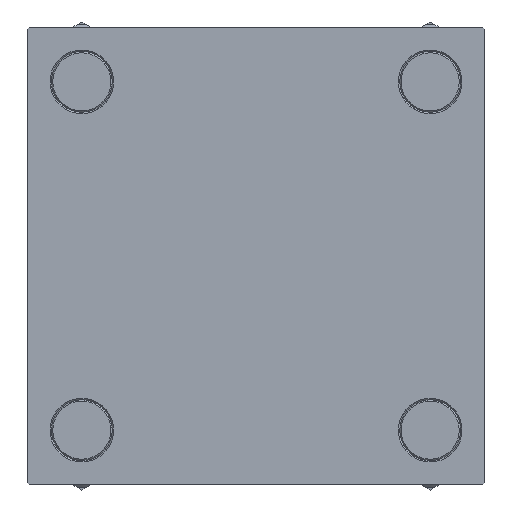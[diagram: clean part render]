
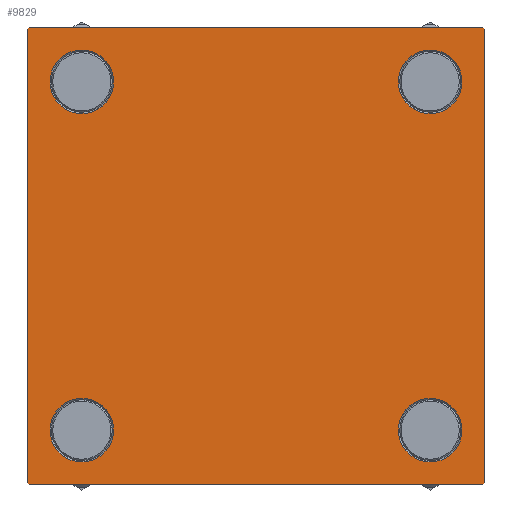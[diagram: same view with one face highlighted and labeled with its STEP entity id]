
A CAD part, left-side view. The second image highlights one B-rep face of the part: STEP entity #9829.
In plain terms, the highlighted planar face has unit normal (-1, 0, 0).
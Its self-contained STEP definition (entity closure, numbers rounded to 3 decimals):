
#557 = EDGE_CURVE ( 'NONE', #17041, #9644, #41693, .T. ) ;
#1028 = CARTESIAN_POINT ( 'NONE',  ( 0., -62.95, -74.45 ) ) ;
#1307 = EDGE_LOOP ( 'NONE', ( #8751, #25896 ) ) ;
#1664 = CARTESIAN_POINT ( 'NONE',  ( 0., 62.95, -62.95 ) ) ;
#1697 = CARTESIAN_POINT ( 'NONE',  ( 0., -62.95, -62.95 ) ) ;
#1711 = EDGE_CURVE ( 'NONE', #20922, #47356, #7979, .T. ) ;
#2003 = CARTESIAN_POINT ( 'NONE',  ( 0., 82., 82.5 ) ) ;
#2274 = VERTEX_POINT ( 'NONE', #24081 ) ;
#2332 = EDGE_CURVE ( 'NONE', #2274, #40598, #5197, .T. ) ;
#2692 = ORIENTED_EDGE ( 'NONE', *, *, #41333, .T. ) ;
#2854 = CIRCLE ( 'NONE', #11791, 11.5 ) ;
#2962 = CARTESIAN_POINT ( 'NONE',  ( 0., -62.95, -62.95 ) ) ;
#3016 = CARTESIAN_POINT ( 'NONE',  ( 0., 82.25, -82.25 ) ) ;
#3642 = DIRECTION ( 'NONE',  ( 1., 0., 0. ) ) ;
#3714 = ORIENTED_EDGE ( 'NONE', *, *, #557, .T. ) ;
#3726 = AXIS2_PLACEMENT_3D ( 'NONE', #1664, #36277, #12863 ) ;
#4032 = FACE_BOUND ( 'NONE', #1307, .T. ) ;
#5131 = AXIS2_PLACEMENT_3D ( 'NONE', #1697, #44427, #42804 ) ;
#5197 = CIRCLE ( 'NONE', #36079, 11.5 ) ;
#6762 = DIRECTION ( 'NONE',  ( 0., 0., -1. ) ) ;
#7754 = VERTEX_POINT ( 'NONE', #24374 ) ;
#7850 = FACE_BOUND ( 'NONE', #14515, .T. ) ;
#7979 = LINE ( 'NONE', #24961, #30361 ) ;
#8204 = EDGE_CURVE ( 'NONE', #40598, #2274, #22471, .T. ) ;
#8691 = AXIS2_PLACEMENT_3D ( 'NONE', #23380, #31768, #31261 ) ;
#8751 = ORIENTED_EDGE ( 'NONE', *, *, #37325, .T. ) ;
#8848 = FACE_OUTER_BOUND ( 'NONE', #24591, .T. ) ;
#9644 = VERTEX_POINT ( 'NONE', #1028 ) ;
#9829 = ADVANCED_FACE ( 'NONE', ( #42936, #43178, #7850, #4032, #8848 ), #27712, .T. ) ;
#10159 = CIRCLE ( 'NONE', #45871, 11.5 ) ;
#10647 = LINE ( 'NONE', #3016, #20973 ) ;
#10676 = CARTESIAN_POINT ( 'NONE',  ( 0., -82.25, -82.25 ) ) ;
#10820 = CARTESIAN_POINT ( 'NONE',  ( 0., -82.5, 82. ) ) ;
#11233 = CIRCLE ( 'NONE', #48583, 11.5 ) ;
#11357 = ORIENTED_EDGE ( 'NONE', *, *, #16345, .T. ) ;
#11791 = AXIS2_PLACEMENT_3D ( 'NONE', #39462, #11994, #23460 ) ;
#11994 = DIRECTION ( 'NONE',  ( 1., 0., 0. ) ) ;
#12055 = VERTEX_POINT ( 'NONE', #13180 ) ;
#12198 = CARTESIAN_POINT ( 'NONE',  ( 0., 82.5, 82. ) ) ;
#12456 = VERTEX_POINT ( 'NONE', #10820 ) ;
#12751 = ORIENTED_EDGE ( 'NONE', *, *, #32639, .T. ) ;
#12863 = DIRECTION ( 'NONE',  ( 0., 0., 1. ) ) ;
#13180 = CARTESIAN_POINT ( 'NONE',  ( 0., 82.5, -82. ) ) ;
#13298 = EDGE_CURVE ( 'NONE', #9644, #17041, #11233, .T. ) ;
#13553 = ORIENTED_EDGE ( 'NONE', *, *, #2332, .T. ) ;
#14419 = CARTESIAN_POINT ( 'NONE',  ( 0., 62.95, 62.95 ) ) ;
#14515 = EDGE_LOOP ( 'NONE', ( #34443, #12751 ) ) ;
#14990 = ORIENTED_EDGE ( 'NONE', *, *, #28690, .F. ) ;
#15129 = CARTESIAN_POINT ( 'NONE',  ( 0., 82.5, 82.5 ) ) ;
#15538 = CARTESIAN_POINT ( 'NONE',  ( 0., -82.5, -82. ) ) ;
#16345 = EDGE_CURVE ( 'NONE', #12055, #33127, #10647, .T. ) ;
#16821 = VECTOR ( 'NONE', #46104, 1000. ) ;
#16823 = EDGE_LOOP ( 'NONE', ( #13553, #33047 ) ) ;
#17041 = VERTEX_POINT ( 'NONE', #47304 ) ;
#18170 = LINE ( 'NONE', #48450, #44753 ) ;
#18352 = AXIS2_PLACEMENT_3D ( 'NONE', #14419, #26426, #22334 ) ;
#18670 = DIRECTION ( 'NONE',  ( 1., 0., 0. ) ) ;
#19163 = CIRCLE ( 'NONE', #18352, 11.5 ) ;
#19707 = CARTESIAN_POINT ( 'NONE',  ( 0., -82.5, 82.5 ) ) ;
#20281 = VERTEX_POINT ( 'NONE', #21970 ) ;
#20922 = VERTEX_POINT ( 'NONE', #2003 ) ;
#20973 = VECTOR ( 'NONE', #33557, 1000. ) ;
#21428 = CARTESIAN_POINT ( 'NONE',  ( 0., -82.25, 82.25 ) ) ;
#21970 = CARTESIAN_POINT ( 'NONE',  ( 0., 62.95, 51.45 ) ) ;
#22115 = EDGE_CURVE ( 'NONE', #20922, #30068, #18170, .T. ) ;
#22334 = DIRECTION ( 'NONE',  ( 0., 0., 1. ) ) ;
#22471 = CIRCLE ( 'NONE', #45164, 11.5 ) ;
#22556 = DIRECTION ( 'NONE',  ( 0., 0., 1. ) ) ;
#22605 = CARTESIAN_POINT ( 'NONE',  ( 0., -62.95, 51.45 ) ) ;
#23380 = CARTESIAN_POINT ( 'NONE',  ( 0., 0., 0. ) ) ;
#23460 = DIRECTION ( 'NONE',  ( 0., 0., 1. ) ) ;
#24081 = CARTESIAN_POINT ( 'NONE',  ( 0., -62.95, 74.45 ) ) ;
#24285 = ORIENTED_EDGE ( 'NONE', *, *, #29358, .T. ) ;
#24374 = CARTESIAN_POINT ( 'NONE',  ( 0., 62.95, -51.45 ) ) ;
#24591 = EDGE_LOOP ( 'NONE', ( #24285, #11357, #2692, #36424, #14990, #44029, #26301, #45426 ) ) ;
#24681 = VECTOR ( 'NONE', #6762, 1000. ) ;
#24961 = CARTESIAN_POINT ( 'NONE',  ( 0., 82.5, 82.5 ) ) ;
#25594 = DIRECTION ( 'NONE',  ( 0., 0., 1. ) ) ;
#25840 = CARTESIAN_POINT ( 'NONE',  ( 0., 62.95, -62.95 ) ) ;
#25896 = ORIENTED_EDGE ( 'NONE', *, *, #35130, .T. ) ;
#26301 = ORIENTED_EDGE ( 'NONE', *, *, #1711, .F. ) ;
#26328 = DIRECTION ( 'NONE',  ( 0., 0., 1. ) ) ;
#26426 = DIRECTION ( 'NONE',  ( 1., 0., 0. ) ) ;
#26774 = CARTESIAN_POINT ( 'NONE',  ( 0., 62.95, -74.45 ) ) ;
#26974 = DIRECTION ( 'NONE',  ( 0., -0.707, 0.707 ) ) ;
#27712 = PLANE ( 'NONE',  #8691 ) ;
#28333 = VECTOR ( 'NONE', #36185, 1000. ) ;
#28690 = EDGE_CURVE ( 'NONE', #12456, #38411, #47154, .T. ) ;
#29193 = LINE ( 'NONE', #15129, #24681 ) ;
#29358 = EDGE_CURVE ( 'NONE', #30068, #12055, #29193, .T. ) ;
#29410 = DIRECTION ( 'NONE',  ( 0., 0.707, -0.707 ) ) ;
#30068 = VERTEX_POINT ( 'NONE', #12198 ) ;
#30361 = VECTOR ( 'NONE', #36633, 1000. ) ;
#30625 = LINE ( 'NONE', #50164, #16821 ) ;
#31261 = DIRECTION ( 'NONE',  ( 0., 0., 1. ) ) ;
#31320 = VERTEX_POINT ( 'NONE', #45506 ) ;
#31768 = DIRECTION ( 'NONE',  ( -1., 0., 0. ) ) ;
#32639 = EDGE_CURVE ( 'NONE', #45764, #7754, #10159, .T. ) ;
#32878 = LINE ( 'NONE', #21428, #28333 ) ;
#33047 = ORIENTED_EDGE ( 'NONE', *, *, #8204, .T. ) ;
#33127 = VERTEX_POINT ( 'NONE', #47258 ) ;
#33557 = DIRECTION ( 'NONE',  ( 0., -0.707, -0.707 ) ) ;
#33831 = LINE ( 'NONE', #10676, #38622 ) ;
#33884 = EDGE_CURVE ( 'NONE', #46633, #38411, #33831, .T. ) ;
#34422 = EDGE_CURVE ( 'NONE', #7754, #45764, #43509, .T. ) ;
#34443 = ORIENTED_EDGE ( 'NONE', *, *, #34422, .T. ) ;
#34518 = ORIENTED_EDGE ( 'NONE', *, *, #13298, .T. ) ;
#35130 = EDGE_CURVE ( 'NONE', #20281, #31320, #19163, .T. ) ;
#35736 = DIRECTION ( 'NONE',  ( 0., 0., -1. ) ) ;
#36079 = AXIS2_PLACEMENT_3D ( 'NONE', #44881, #37269, #25594 ) ;
#36185 = DIRECTION ( 'NONE',  ( 0., 0.707, 0.707 ) ) ;
#36277 = DIRECTION ( 'NONE',  ( 1., 0., 0. ) ) ;
#36424 = ORIENTED_EDGE ( 'NONE', *, *, #33884, .T. ) ;
#36633 = DIRECTION ( 'NONE',  ( 0., -1., 0. ) ) ;
#37269 = DIRECTION ( 'NONE',  ( 1., 0., 0. ) ) ;
#37325 = EDGE_CURVE ( 'NONE', #31320, #20281, #2854, .T. ) ;
#37807 = DIRECTION ( 'NONE',  ( 1., 0., 0. ) ) ;
#38411 = VERTEX_POINT ( 'NONE', #15538 ) ;
#38622 = VECTOR ( 'NONE', #26974, 1000. ) ;
#39462 = CARTESIAN_POINT ( 'NONE',  ( 0., 62.95, 62.95 ) ) ;
#39656 = EDGE_LOOP ( 'NONE', ( #3714, #34518 ) ) ;
#40598 = VERTEX_POINT ( 'NONE', #22605 ) ;
#40913 = VECTOR ( 'NONE', #35736, 1000. ) ;
#41313 = DIRECTION ( 'NONE',  ( 0., 0., 1. ) ) ;
#41333 = EDGE_CURVE ( 'NONE', #33127, #46633, #30625, .T. ) ;
#41693 = CIRCLE ( 'NONE', #5131, 11.5 ) ;
#42804 = DIRECTION ( 'NONE',  ( 0., 0., 1. ) ) ;
#42936 = FACE_BOUND ( 'NONE', #16823, .T. ) ;
#43178 = FACE_BOUND ( 'NONE', #39656, .T. ) ;
#43509 = CIRCLE ( 'NONE', #3726, 11.5 ) ;
#43871 = CARTESIAN_POINT ( 'NONE',  ( 0., -82., -82.5 ) ) ;
#44029 = ORIENTED_EDGE ( 'NONE', *, *, #44612, .T. ) ;
#44427 = DIRECTION ( 'NONE',  ( 1., 0., 0. ) ) ;
#44612 = EDGE_CURVE ( 'NONE', #12456, #47356, #32878, .T. ) ;
#44753 = VECTOR ( 'NONE', #29410, 1000. ) ;
#44881 = CARTESIAN_POINT ( 'NONE',  ( 0., -62.95, 62.95 ) ) ;
#45164 = AXIS2_PLACEMENT_3D ( 'NONE', #46608, #3642, #26328 ) ;
#45426 = ORIENTED_EDGE ( 'NONE', *, *, #22115, .T. ) ;
#45506 = CARTESIAN_POINT ( 'NONE',  ( 0., 62.95, 74.45 ) ) ;
#45764 = VERTEX_POINT ( 'NONE', #26774 ) ;
#45871 = AXIS2_PLACEMENT_3D ( 'NONE', #25840, #18670, #41313 ) ;
#46104 = DIRECTION ( 'NONE',  ( 0., -1., 0. ) ) ;
#46608 = CARTESIAN_POINT ( 'NONE',  ( 0., -62.95, 62.95 ) ) ;
#46633 = VERTEX_POINT ( 'NONE', #43871 ) ;
#47154 = LINE ( 'NONE', #19707, #40913 ) ;
#47258 = CARTESIAN_POINT ( 'NONE',  ( 0., 82., -82.5 ) ) ;
#47304 = CARTESIAN_POINT ( 'NONE',  ( 0., -62.95, -51.45 ) ) ;
#47356 = VERTEX_POINT ( 'NONE', #47918 ) ;
#47918 = CARTESIAN_POINT ( 'NONE',  ( 0., -82., 82.5 ) ) ;
#48450 = CARTESIAN_POINT ( 'NONE',  ( 0., 82.25, 82.25 ) ) ;
#48583 = AXIS2_PLACEMENT_3D ( 'NONE', #2962, #37807, #22556 ) ;
#50164 = CARTESIAN_POINT ( 'NONE',  ( 0., 82.5, -82.5 ) ) ;
